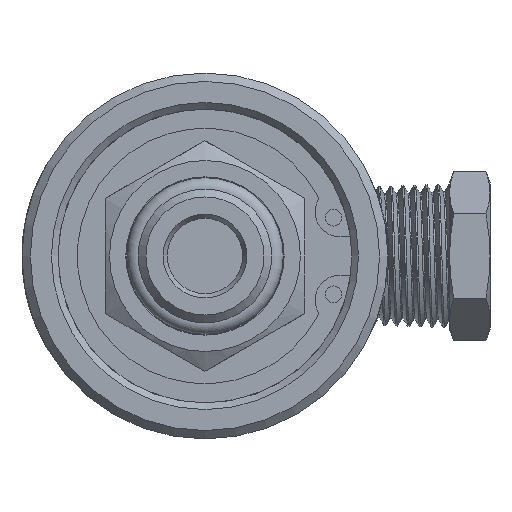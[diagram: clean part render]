
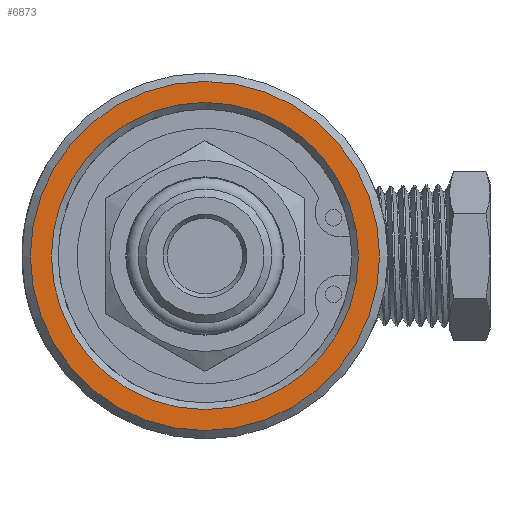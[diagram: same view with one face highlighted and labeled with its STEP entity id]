
A CAD part, left-side view. The second image highlights one B-rep face of the part: STEP entity #6873.
In plain terms, the highlighted planar face has unit normal (-1, 0, 0).
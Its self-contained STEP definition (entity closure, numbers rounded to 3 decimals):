
#351=FACE_BOUND('',#1090,.T.);
#410=PLANE('',#7374);
#675=FACE_OUTER_BOUND('',#1089,.T.);
#1089=EDGE_LOOP('',(#4897));
#1090=EDGE_LOOP('',(#4898));
#1553=CIRCLE('',#7373,18.34);
#1554=CIRCLE('',#7375,20.85);
#2956=VERTEX_POINT('',#12402);
#2957=VERTEX_POINT('',#12406);
#3718=EDGE_CURVE('',#2956,#2956,#1553,.T.);
#3719=EDGE_CURVE('',#2957,#2957,#1554,.T.);
#4897=ORIENTED_EDGE('',*,*,#3719,.F.);
#4898=ORIENTED_EDGE('',*,*,#3718,.F.);
#6873=ADVANCED_FACE('',(#675,#351),#410,.T.);
#7373=AXIS2_PLACEMENT_3D('',#12404,#8101,#8102);
#7374=AXIS2_PLACEMENT_3D('',#12405,#8103,#8104);
#7375=AXIS2_PLACEMENT_3D('',#12407,#8105,#8106);
#8101=DIRECTION('center_axis',(-1.,0.,0.));
#8102=DIRECTION('ref_axis',(0.,-1.,0.));
#8103=DIRECTION('center_axis',(-1.,0.,0.));
#8104=DIRECTION('ref_axis',(0.,0.,1.));
#8105=DIRECTION('center_axis',(1.,0.,0.));
#8106=DIRECTION('ref_axis',(0.,-1.,0.));
#12402=CARTESIAN_POINT('',(0.,18.34,0.));
#12404=CARTESIAN_POINT('Origin',(0.,0.,0.));
#12405=CARTESIAN_POINT('Origin',(0.,10.925,0.));
#12406=CARTESIAN_POINT('',(0.,20.85,0.));
#12407=CARTESIAN_POINT('Origin',(0.,0.,0.));
